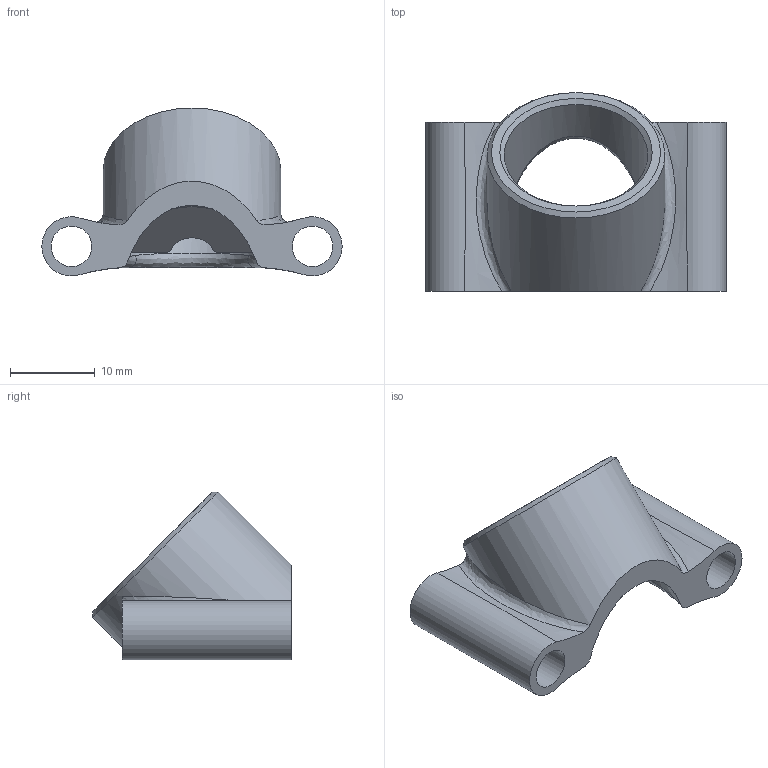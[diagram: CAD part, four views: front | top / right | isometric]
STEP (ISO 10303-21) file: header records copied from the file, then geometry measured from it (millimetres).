
FILE_DESCRIPTION(/* description */ (''),/* implementation_level */ '2;1');
FILE_NAME(/* name */ 'S2_v0.1_foxeer_lollipop_mount.step',/* time_stamp */ '2018-10-20T13:18:57+02:00',/* author */ (''),/* organization */ (''),/* preprocessor_version */ 'ST-DEVELOPER v17.2',/* originating_system */ 'Autodesk Translation Framework v7.6.0.251',/* authorisation */ '');
FILE_SCHEMA (('AUTOMOTIVE_DESIGN { 1 0 10303 214 3 1 1 }'));
Length unit declared in the file: millimetre
Products named in the file (1): foxeer_lolipop_mount
Bounding box: 35.5 x 23.49 x 19.85 mm (x, y, z)
Volume: 2983.5 mm3; surface area: 3372.7 mm2
Topology: 1 solids, 1 shells, 39 faces, 106 edges, 66 vertices
Faces by surface type: cylinder 15, bspline 13, plane 8, cone 2, torus 1
Full cylindrical faces by diameter (mm): 4.8 x2, 17 x1, 21 x1
Entity records: 1989 total; most frequent: CARTESIAN_POINT 1024, ORIENTED_EDGE 208, DIRECTION 179, EDGE_CURVE 104, AXIS2_PLACEMENT_3D 78, VERTEX_POINT 66, CIRCLE 45, EDGE_LOOP 44
